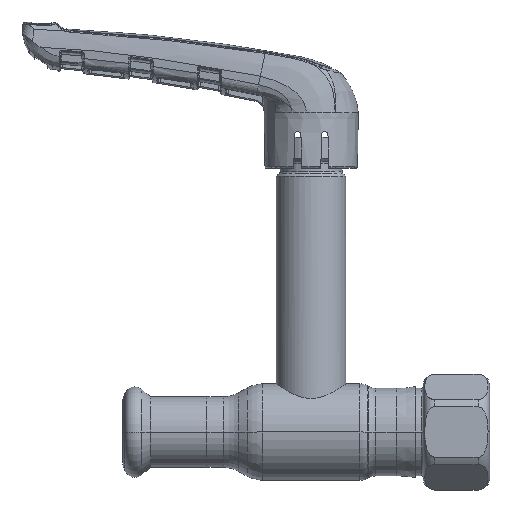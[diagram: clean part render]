
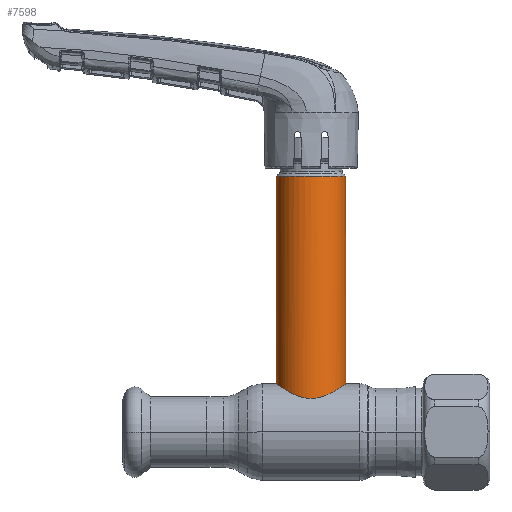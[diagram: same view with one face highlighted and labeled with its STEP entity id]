
A CAD part, top view. The second image highlights one B-rep face of the part: STEP entity #7598.
In plain terms, the highlighted cylindrical face has radius 9 mm (diameter 18 mm), a partial arc.
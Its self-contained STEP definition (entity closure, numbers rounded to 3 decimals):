
#47 = CARTESIAN_POINT ( 'NONE',  ( -8.156, 11.907, 3.816 ) ) ;
#236 = CARTESIAN_POINT ( 'NONE',  ( 8.984, 12.489, 0.613 ) ) ;
#3192 = CARTESIAN_POINT ( 'NONE',  ( -9., 12.5, 0.621 ) ) ;
#4008 = CARTESIAN_POINT ( 'NONE',  ( -9., 12.5, 0. ) ) ;
#4224 = CARTESIAN_POINT ( 'NONE',  ( -7.101, 11.208, 5.56 ) ) ;
#4630 = CARTESIAN_POINT ( 'NONE',  ( -7.746, 11.629, 4.592 ) ) ;
#4741 = EDGE_CURVE ( 'NONE', #41335, #10898, #53389, .T. ) ;
#4829 = CARTESIAN_POINT ( 'NONE',  ( -4.549, 9.787, 7.786 ) ) ;
#5061 = CARTESIAN_POINT ( 'NONE',  ( 8.874, 12.409, 1.533 ) ) ;
#5217 = ORIENTED_EDGE ( 'NONE', *, *, #8588, .T. ) ;
#5507 = DIRECTION ( 'NONE',  ( 0., -1., 0. ) ) ;
#5850 = ORIENTED_EDGE ( 'NONE', *, *, #4741, .F. ) ;
#5905 = CYLINDRICAL_SURFACE ( 'NONE', #49965, 9. ) ;
#7598 = ADVANCED_FACE ( 'NONE', ( #46811 ), #5905, .T. ) ;
#8588 = EDGE_CURVE ( 'NONE', #55827, #53088, #50995, .T. ) ;
#9107 = CARTESIAN_POINT ( 'NONE',  ( 2.419, 8.987, 8.69 ) ) ;
#9532 = CARTESIAN_POINT ( 'NONE',  ( -2.97, 9.165, 8.501 ) ) ;
#9568 = CARTESIAN_POINT ( 'NONE',  ( 9., 66.219, 0. ) ) ;
#9740 = CARTESIAN_POINT ( 'NONE',  ( 0.617, 8.691, 8.984 ) ) ;
#9931 = CARTESIAN_POINT ( 'NONE',  ( 9., 12.5, 0.306 ) ) ;
#10898 = VERTEX_POINT ( 'NONE', #21913 ) ;
#14389 = CARTESIAN_POINT ( 'NONE',  ( 4.046, 9.569, 8.044 ) ) ;
#14582 = CARTESIAN_POINT ( 'NONE',  ( -5.93, 10.503, 6.793 ) ) ;
#15161 = CARTESIAN_POINT ( 'NONE',  ( -9., 12.5, 0. ) ) ;
#17630 = DIRECTION ( 'NONE',  ( 0., -1., 0. ) ) ;
#18827 = CARTESIAN_POINT ( 'NONE',  ( 8.688, 12.277, 2.426 ) ) ;
#19149 = DIRECTION ( 'NONE',  ( 0., -1., 0. ) ) ;
#19240 = CARTESIAN_POINT ( 'NONE',  ( 3.784, 9.461, 8.171 ) ) ;
#19454 = CARTESIAN_POINT ( 'NONE',  ( 4.793, 9.909, 7.623 ) ) ;
#21913 = CARTESIAN_POINT ( 'NONE',  ( 9., 12.5, 0. ) ) ;
#23615 = CARTESIAN_POINT ( 'NONE',  ( -1.224, 8.755, 8.922 ) ) ;
#23839 = CARTESIAN_POINT ( 'NONE',  ( -8.936, 12.454, 1.228 ) ) ;
#24054 = CARTESIAN_POINT ( 'NONE',  ( 7.096, 11.206, 5.543 ) ) ;
#24179 = EDGE_CURVE ( 'NONE', #41335, #55827, #29891, .T. ) ;
#24252 = CARTESIAN_POINT ( 'NONE',  ( 6.537, 10.861, 6.192 ) ) ;
#25244 = VECTOR ( 'NONE', #5507, 1000. ) ;
#28503 = CARTESIAN_POINT ( 'NONE',  ( -8.752, 12.323, 2.119 ) ) ;
#28726 = CARTESIAN_POINT ( 'NONE',  ( -2.114, 8.924, 8.753 ) ) ;
#28919 = CARTESIAN_POINT ( 'NONE',  ( 8.506, 12.148, 3. ) ) ;
#29129 = CARTESIAN_POINT ( 'NONE',  ( 7.753, 11.632, 4.607 ) ) ;
#29891 = CIRCLE ( 'NONE', #47436, 9. ) ;
#31340 = ORIENTED_EDGE ( 'NONE', *, *, #24179, .T. ) ;
#33174 = CARTESIAN_POINT ( 'NONE',  ( 8.921, 12.443, 1.229 ) ) ;
#33375 = CARTESIAN_POINT ( 'NONE',  ( 1.225, 8.756, 8.921 ) ) ;
#33584 = CARTESIAN_POINT ( 'NONE',  ( -4.05, 9.561, 8.058 ) ) ;
#33796 = CARTESIAN_POINT ( 'NONE',  ( -3.248, 9.26, 8.398 ) ) ;
#34017 = CARTESIAN_POINT ( 'NONE',  ( -0.611, 8.691, 8.985 ) ) ;
#34032 = DIRECTION ( 'NONE',  ( -1., 0., 0. ) ) ;
#34770 = CARTESIAN_POINT ( 'NONE',  ( 0., 0., 0. ) ) ;
#38479 = CARTESIAN_POINT ( 'NONE',  ( -6.736, 10.978, 5.996 ) ) ;
#38676 = CARTESIAN_POINT ( 'NONE',  ( -2.403, 8.997, 8.678 ) ) ;
#38890 = CARTESIAN_POINT ( 'NONE',  ( 5.931, 10.503, 6.794 ) ) ;
#39437 = DIRECTION ( 'NONE',  ( -1., 0., 0. ) ) ;
#40518 = VECTOR ( 'NONE', #17630, 1000. ) ;
#40917 = CARTESIAN_POINT ( 'NONE',  ( 9., 0., 0. ) ) ;
#41335 = VERTEX_POINT ( 'NONE', #9568 ) ;
#42621 = B_SPLINE_CURVE_WITH_KNOTS ( 'NONE', 3,
 ( #4008, #3192, #23839, #28503, #47783, #62574, #47999, #47, #58349, #4630, #57520, #4224, #38479, #14582, #62148, #4829, #33584, #33796, #9532, #38676, #28726, #57933, #23615, #34017, #43336, #48233, #9740, #33375, #48632, #9107, #43554, #19240, #14389, #48445, #19454, #53244, #38890, #24252, #53041, #24054, #58155, #29129, #52844, #28919, #18827, #5061, #33174, #236, #9931, #43781 ),
 .UNSPECIFIED., .F., .F.,
 ( 4, 2, 2, 2, 2, 2, 2, 2, 2, 2, 2, 2, 2, 2, 2, 2, 2, 2, 2, 2, 2, 2, 2, 2, 4 ),
 ( 0., 0.002, 0.003, 0.004, 0.005, 0.006, 0.007, 0.009, 0.011, 0.012, 0.013, 0.014, 0.015, 0.016, 0.017, 0.018, 0.019, 0.02, 0.022, 0.023, 0.024, 0.026, 0.028, 0.028, 0.029 ),
 .UNSPECIFIED. ) ;
#43197 = CARTESIAN_POINT ( 'NONE',  ( -9., 66.219, 0. ) ) ;
#43336 = CARTESIAN_POINT ( 'NONE',  ( -0.301, 8.674, 9. ) ) ;
#43453 = EDGE_LOOP ( 'NONE', ( #5850, #31340, #5217, #61582 ) ) ;
#43554 = CARTESIAN_POINT ( 'NONE',  ( 2.98, 9.159, 8.512 ) ) ;
#43781 = CARTESIAN_POINT ( 'NONE',  ( 9., 12.5, 0. ) ) ;
#43983 = DIRECTION ( 'NONE',  ( 0., -1., 0. ) ) ;
#46811 = FACE_OUTER_BOUND ( 'NONE', #43453, .T. ) ;
#47436 = AXIS2_PLACEMENT_3D ( 'NONE', #52405, #43983, #34032 ) ;
#47783 = CARTESIAN_POINT ( 'NONE',  ( -8.676, 12.268, 2.414 ) ) ;
#47999 = CARTESIAN_POINT ( 'NONE',  ( -8.389, 12.068, 3.272 ) ) ;
#48233 = CARTESIAN_POINT ( 'NONE',  ( 0.312, 8.675, 9. ) ) ;
#48445 = CARTESIAN_POINT ( 'NONE',  ( 4.551, 9.793, 7.77 ) ) ;
#48632 = CARTESIAN_POINT ( 'NONE',  ( 1.53, 8.804, 8.874 ) ) ;
#49965 = AXIS2_PLACEMENT_3D ( 'NONE', #34770, #19149, #39437 ) ;
#50995 = LINE ( 'NONE', #53732, #25244 ) ;
#52405 = CARTESIAN_POINT ( 'NONE',  ( 0., 66.219, 0. ) ) ;
#52844 = CARTESIAN_POINT ( 'NONE',  ( 8.034, 11.823, 4.099 ) ) ;
#53041 = CARTESIAN_POINT ( 'NONE',  ( 6.731, 10.979, 5.981 ) ) ;
#53088 = VERTEX_POINT ( 'NONE', #15161 ) ;
#53244 = CARTESIAN_POINT ( 'NONE',  ( 5.496, 10.261, 7.15 ) ) ;
#53389 = LINE ( 'NONE', #40917, #40518 ) ;
#53732 = CARTESIAN_POINT ( 'NONE',  ( -9., 0., 0. ) ) ;
#55827 = VERTEX_POINT ( 'NONE', #43197 ) ;
#57520 = CARTESIAN_POINT ( 'NONE',  ( -7.592, 11.527, 4.842 ) ) ;
#57933 = CARTESIAN_POINT ( 'NONE',  ( -1.525, 8.803, 8.875 ) ) ;
#58155 = CARTESIAN_POINT ( 'NONE',  ( 7.268, 11.316, 5.316 ) ) ;
#58349 = CARTESIAN_POINT ( 'NONE',  ( -8.027, 11.819, 4.08 ) ) ;
#61582 = ORIENTED_EDGE ( 'NONE', *, *, #62265, .T. ) ;
#62148 = CARTESIAN_POINT ( 'NONE',  ( -5.487, 10.257, 7.156 ) ) ;
#62265 = EDGE_CURVE ( 'NONE', #53088, #10898, #42621, .T. ) ;
#62574 = CARTESIAN_POINT ( 'NONE',  ( -8.494, 12.14, 2.992 ) ) ;
